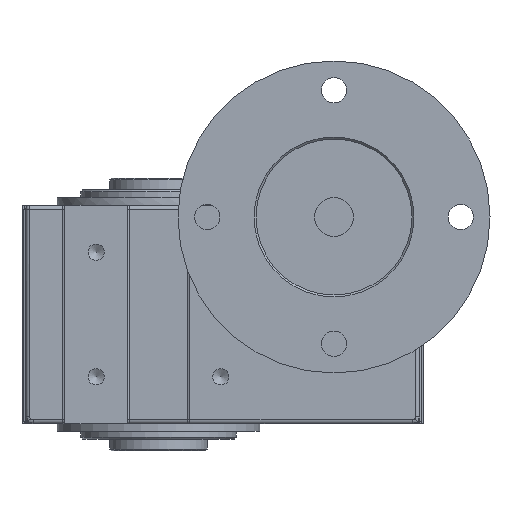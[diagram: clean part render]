
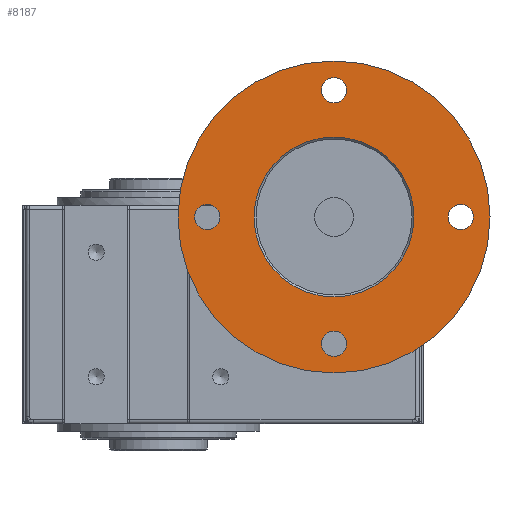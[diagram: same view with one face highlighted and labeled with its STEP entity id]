
A CAD part, left-side view. The second image highlights one B-rep face of the part: STEP entity #8187.
In plain terms, the highlighted planar face has unit normal (-1, 0, 0).
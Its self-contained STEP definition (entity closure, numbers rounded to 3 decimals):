
#7949=CARTESIAN_POINT('',(0.,40.0,0.0));
#7950=VERTEX_POINT('',#7949);
#7951=CARTESIAN_POINT('',(0.,0.0,0.0));
#7952=DIRECTION('',(1.0,0.0,0.0));
#7953=DIRECTION('',(0.0,1.0,0.0));
#7954=AXIS2_PLACEMENT_3D('',#7951,#7952,#7953);
#7955=CIRCLE('',#7954,40.0);
#7956=EDGE_CURVE('',#7950,#7950,#7955,.T.);
#8100=CARTESIAN_POINT('',(0.,20.5,0.));
#8101=VERTEX_POINT('',#8100);
#8102=CARTESIAN_POINT('',(0.,0.0,0.0));
#8103=DIRECTION('',(-1.0,0.0,0.0));
#8104=DIRECTION('',(0.0,-1.0,0.0));
#8105=AXIS2_PLACEMENT_3D('',#8102,#8103,#8104);
#8106=CIRCLE('',#8105,20.5);
#8107=EDGE_CURVE('',#8101,#8101,#8106,.T.);
#8132=CARTESIAN_POINT('',(0.,30.0,0.0));
#8133=DIRECTION('',(-1.0,0.0,0.0));
#8134=DIRECTION('',(0.0,0.0,1.0));
#8135=AXIS2_PLACEMENT_3D('',#8132,#8133,#8134);
#8136=PLANE('',#8135);
#8137=ORIENTED_EDGE('',*,*,#7956,.F.);
#8138=EDGE_LOOP('',(#8137));
#8139=FACE_OUTER_BOUND('',#8138,.T.);
#8140=CARTESIAN_POINT('',(0.0,-32.5,3.25));
#8141=VERTEX_POINT('',#8140);
#8142=CARTESIAN_POINT('',(0.0,-32.5,0.));
#8143=DIRECTION('',(1.0,0.0,0.0));
#8144=DIRECTION('',(0.0,0.0,-1.0));
#8145=AXIS2_PLACEMENT_3D('',#8142,#8143,#8144);
#8146=CIRCLE('',#8145,3.25);
#8147=EDGE_CURVE('',#8141,#8141,#8146,.T.);
#8148=ORIENTED_EDGE('',*,*,#8147,.T.);
#8149=EDGE_LOOP('',(#8148));
#8150=FACE_BOUND('',#8149,.T.);
#8151=CARTESIAN_POINT('',(0.0,0.,35.75));
#8152=VERTEX_POINT('',#8151);
#8153=CARTESIAN_POINT('',(0.0,0.,32.5));
#8154=DIRECTION('',(1.0,0.0,0.0));
#8155=DIRECTION('',(0.0,0.0,-1.0));
#8156=AXIS2_PLACEMENT_3D('',#8153,#8154,#8155);
#8157=CIRCLE('',#8156,3.25);
#8158=EDGE_CURVE('',#8152,#8152,#8157,.T.);
#8159=ORIENTED_EDGE('',*,*,#8158,.T.);
#8160=EDGE_LOOP('',(#8159));
#8161=FACE_BOUND('',#8160,.T.);
#8162=CARTESIAN_POINT('',(0.0,0.,-29.25));
#8163=VERTEX_POINT('',#8162);
#8164=CARTESIAN_POINT('',(0.0,0.,-32.5));
#8165=DIRECTION('',(1.0,0.0,0.0));
#8166=DIRECTION('',(0.0,0.0,-1.0));
#8167=AXIS2_PLACEMENT_3D('',#8164,#8165,#8166);
#8168=CIRCLE('',#8167,3.25);
#8169=EDGE_CURVE('',#8163,#8163,#8168,.T.);
#8170=ORIENTED_EDGE('',*,*,#8169,.T.);
#8171=EDGE_LOOP('',(#8170));
#8172=FACE_BOUND('',#8171,.T.);
#8173=CARTESIAN_POINT('',(0.0,32.5,3.25));
#8174=VERTEX_POINT('',#8173);
#8175=CARTESIAN_POINT('',(0.0,32.5,0.));
#8176=DIRECTION('',(1.0,0.0,0.0));
#8177=DIRECTION('',(0.0,0.0,-1.0));
#8178=AXIS2_PLACEMENT_3D('',#8175,#8176,#8177);
#8179=CIRCLE('',#8178,3.25);
#8180=EDGE_CURVE('',#8174,#8174,#8179,.T.);
#8181=ORIENTED_EDGE('',*,*,#8180,.T.);
#8182=EDGE_LOOP('',(#8181));
#8183=FACE_BOUND('',#8182,.T.);
#8184=ORIENTED_EDGE('',*,*,#8107,.F.);
#8185=EDGE_LOOP('',(#8184));
#8186=FACE_BOUND('',#8185,.T.);
#8187=ADVANCED_FACE('',(#8139,#8150,#8161,#8172,#8183,#8186),#8136,.T.);
